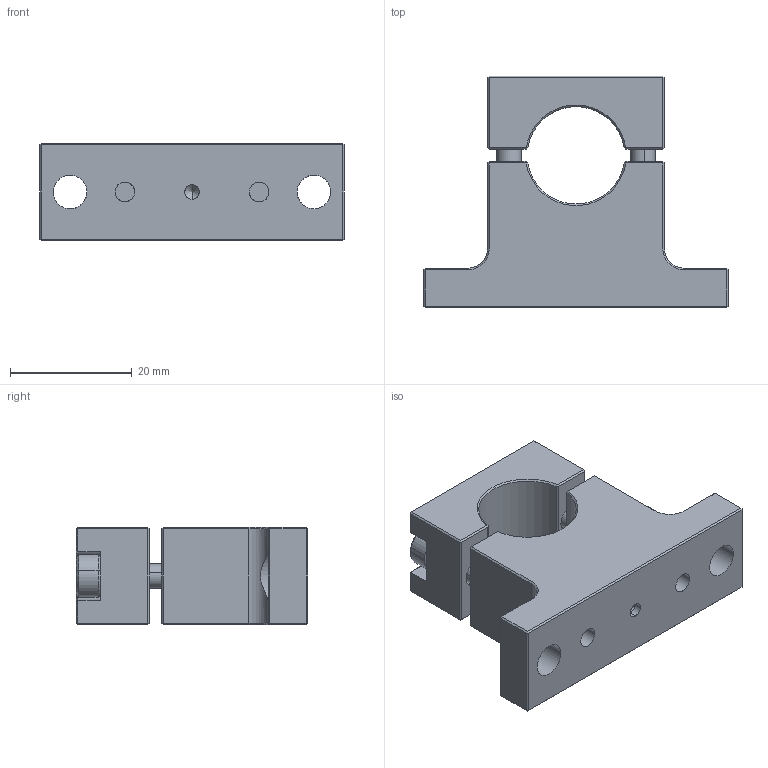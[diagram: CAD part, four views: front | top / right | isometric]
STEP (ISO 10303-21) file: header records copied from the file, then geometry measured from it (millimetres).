
FILE_DESCRIPTION (( 'STEP AP214' ), '1' );
FILE_NAME ('TMSS-16M.step', '2017-08-09T17:53:25', ( '' ), ( '' ), 'SwSTEP 2.0', 'SolidWorks 2017', '' );
FILE_SCHEMA (( 'AUTOMOTIVE_DESIGN' ));
Length unit declared in the file: inch
Products named in the file (1): TMSS-16M
Bounding box: 50 x 38.01 x 16 mm (x, y, z)
Volume: 15505.4 mm3; surface area: 7391 mm2
Topology: 4 solids, 4 shells, 176 faces, 378 edges, 213 vertices
Faces by surface type: plane 120, cylinder 32, cone 24
Entity records: 8605 total; most frequent: CARTESIAN_POINT 2572, ORIENTED_EDGE 752, DIRECTION 711, EDGE_CURVE 376, VECTOR 269, LINE 269, AXIS2_PLACEMENT_3D 221, VERTEX_POINT 213
